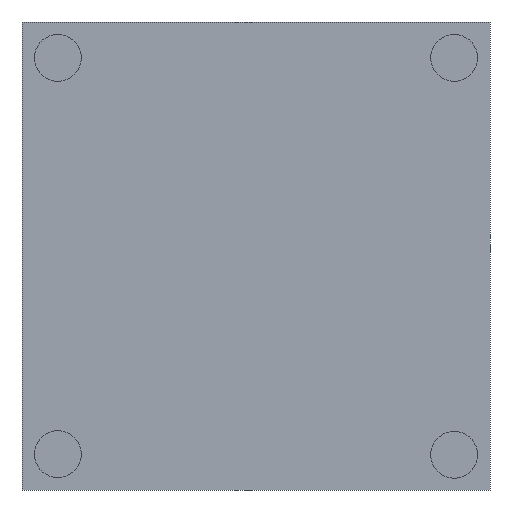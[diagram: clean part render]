
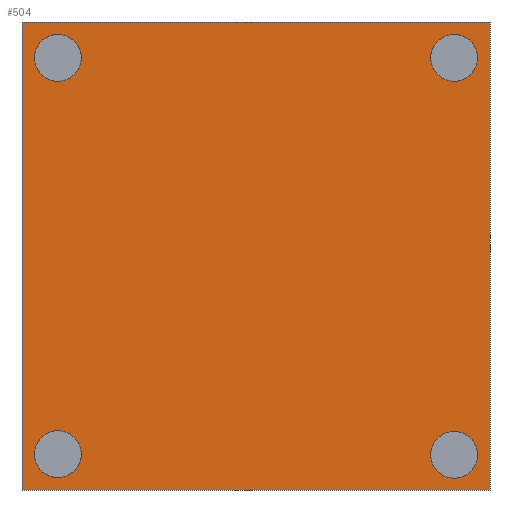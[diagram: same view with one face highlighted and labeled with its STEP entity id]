
A CAD part, front view. The second image highlights one B-rep face of the part: STEP entity #504.
In plain terms, the highlighted planar face has unit normal (0, -1, 0).
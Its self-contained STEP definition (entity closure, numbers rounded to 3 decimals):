
#9 = EDGE_LOOP ( 'NONE', ( #565, #267 ) ) ;
#13 = CARTESIAN_POINT ( 'NONE',  ( 0.46, 0., -0.46 ) ) ;
#16 = VERTEX_POINT ( 'NONE', #431 ) ;
#17 = VERTEX_POINT ( 'NONE', #324 ) ;
#22 = AXIS2_PLACEMENT_3D ( 'NONE', #36, #401, #85 ) ;
#30 = DIRECTION ( 'NONE',  ( 1., 0., 0. ) ) ;
#34 = CIRCLE ( 'NONE', #382, 0.3 ) ;
#35 = DIRECTION ( 'NONE',  ( 0., 0., -1. ) ) ;
#36 = CARTESIAN_POINT ( 'NONE',  ( 5.54, 0., -5.549 ) ) ;
#38 = AXIS2_PLACEMENT_3D ( 'NONE', #689, #358, #45 ) ;
#44 = LINE ( 'NONE', #562, #260 ) ;
#45 = DIRECTION ( 'NONE',  ( 0., 0., -1. ) ) ;
#52 = CARTESIAN_POINT ( 'NONE',  ( 0.46, 0., -5.84 ) ) ;
#63 = DIRECTION ( 'NONE',  ( 0., 0., -1. ) ) ;
#74 = CARTESIAN_POINT ( 'NONE',  ( 6., 0., 0. ) ) ;
#75 = ORIENTED_EDGE ( 'NONE', *, *, #362, .F. ) ;
#85 = DIRECTION ( 'NONE',  ( 0., 0., -1. ) ) ;
#86 = EDGE_LOOP ( 'NONE', ( #360, #75 ) ) ;
#101 = VERTEX_POINT ( 'NONE', #639 ) ;
#103 = ORIENTED_EDGE ( 'NONE', *, *, #229, .F. ) ;
#104 = LINE ( 'NONE', #394, #445 ) ;
#105 = AXIS2_PLACEMENT_3D ( 'NONE', #198, #584, #254 ) ;
#106 = CARTESIAN_POINT ( 'NONE',  ( 0., 0., 0. ) ) ;
#112 = ORIENTED_EDGE ( 'NONE', *, *, #328, .F. ) ;
#134 = DIRECTION ( 'NONE',  ( 0., -1., 0. ) ) ;
#140 = VERTEX_POINT ( 'NONE', #74 ) ;
#142 = CIRCLE ( 'NONE', #523, 0.3 ) ;
#153 = EDGE_CURVE ( 'NONE', #675, #512, #305, .T. ) ;
#161 = AXIS2_PLACEMENT_3D ( 'NONE', #13, #377, #63 ) ;
#163 = EDGE_CURVE ( 'NONE', #436, #301, #433, .T. ) ;
#170 = CARTESIAN_POINT ( 'NONE',  ( 5.54, 0., -5.549 ) ) ;
#177 = EDGE_CURVE ( 'NONE', #512, #675, #34, .T. ) ;
#198 = CARTESIAN_POINT ( 'NONE',  ( 0.46, 0., -0.46 ) ) ;
#202 = CIRCLE ( 'NONE', #496, 0.3 ) ;
#204 = EDGE_LOOP ( 'NONE', ( #674, #446, #298, #275 ) ) ;
#207 = LINE ( 'NONE', #106, #640 ) ;
#208 = CARTESIAN_POINT ( 'NONE',  ( 0., 0., 0. ) ) ;
#218 = EDGE_CURVE ( 'NONE', #140, #436, #44, .T. ) ;
#219 = EDGE_CURVE ( 'NONE', #17, #140, #104, .T. ) ;
#221 = DIRECTION ( 'NONE',  ( 0., 0., -1. ) ) ;
#229 = EDGE_CURVE ( 'NONE', #101, #16, #202, .T. ) ;
#231 = CARTESIAN_POINT ( 'NONE',  ( 0.46, 0., -5.54 ) ) ;
#234 = DIRECTION ( 'NONE',  ( 0., 0., -1. ) ) ;
#251 = CARTESIAN_POINT ( 'NONE',  ( 0.46, 0., -0.16 ) ) ;
#253 = EDGE_CURVE ( 'NONE', #477, #325, #432, .T. ) ;
#254 = DIRECTION ( 'NONE',  ( 0., 0., -1. ) ) ;
#260 = VECTOR ( 'NONE', #234, 1000. ) ;
#266 = DIRECTION ( 'NONE',  ( 0., 0., -1. ) ) ;
#267 = ORIENTED_EDGE ( 'NONE', *, *, #153, .F. ) ;
#275 = ORIENTED_EDGE ( 'NONE', *, *, #219, .F. ) ;
#279 = CIRCLE ( 'NONE', #105, 0.3 ) ;
#283 = DIRECTION ( 'NONE',  ( 0., 0., -1. ) ) ;
#298 = ORIENTED_EDGE ( 'NONE', *, *, #218, .F. ) ;
#301 = VERTEX_POINT ( 'NONE', #686 ) ;
#305 = CIRCLE ( 'NONE', #418, 0.3 ) ;
#317 = PLANE ( 'NONE',  #609 ) ;
#319 = CARTESIAN_POINT ( 'NONE',  ( 0.46, 0., -5.24 ) ) ;
#324 = CARTESIAN_POINT ( 'NONE',  ( 0., 0., 0. ) ) ;
#325 = VERTEX_POINT ( 'NONE', #521 ) ;
#328 = EDGE_CURVE ( 'NONE', #16, #101, #442, .T. ) ;
#335 = FACE_BOUND ( 'NONE', #365, .T. ) ;
#341 = EDGE_LOOP ( 'NONE', ( #608, #629 ) ) ;
#345 = DIRECTION ( 'NONE',  ( 0., -1., 0. ) ) ;
#353 = FACE_BOUND ( 'NONE', #9, .T. ) ;
#358 = DIRECTION ( 'NONE',  ( 0., -1., 0. ) ) ;
#360 = ORIENTED_EDGE ( 'NONE', *, *, #549, .F. ) ;
#362 = EDGE_CURVE ( 'NONE', #665, #383, #279, .T. ) ;
#365 = EDGE_LOOP ( 'NONE', ( #112, #103 ) ) ;
#377 = DIRECTION ( 'NONE',  ( 0., -1., 0. ) ) ;
#382 = AXIS2_PLACEMENT_3D ( 'NONE', #452, #134, #505 ) ;
#383 = VERTEX_POINT ( 'NONE', #251 ) ;
#385 = VECTOR ( 'NONE', #392, 1000. ) ;
#392 = DIRECTION ( 'NONE',  ( -1., 0., 0. ) ) ;
#394 = CARTESIAN_POINT ( 'NONE',  ( 0., 0., 0. ) ) ;
#401 = DIRECTION ( 'NONE',  ( 0., -1., 0. ) ) ;
#418 = AXIS2_PLACEMENT_3D ( 'NONE', #231, #613, #283 ) ;
#420 = DIRECTION ( 'NONE',  ( 0., 0., 1. ) ) ;
#431 = CARTESIAN_POINT ( 'NONE',  ( 5.54, 0., -0.16 ) ) ;
#432 = CIRCLE ( 'NONE', #22, 0.3 ) ;
#433 = LINE ( 'NONE', #450, #385 ) ;
#436 = VERTEX_POINT ( 'NONE', #529 ) ;
#442 = CIRCLE ( 'NONE', #38, 0.3 ) ;
#445 = VECTOR ( 'NONE', #30, 1000. ) ;
#446 = ORIENTED_EDGE ( 'NONE', *, *, #163, .F. ) ;
#450 = CARTESIAN_POINT ( 'NONE',  ( 0., 0., -6. ) ) ;
#452 = CARTESIAN_POINT ( 'NONE',  ( 0.46, 0., -5.54 ) ) ;
#464 = FACE_OUTER_BOUND ( 'NONE', #204, .T. ) ;
#471 = EDGE_CURVE ( 'NONE', #301, #17, #207, .T. ) ;
#477 = VERTEX_POINT ( 'NONE', #537 ) ;
#495 = CARTESIAN_POINT ( 'NONE',  ( 0.46, 0., -0.76 ) ) ;
#496 = AXIS2_PLACEMENT_3D ( 'NONE', #672, #345, #35 ) ;
#499 = FACE_BOUND ( 'NONE', #86, .T. ) ;
#504 = ADVANCED_FACE ( 'NONE', ( #611, #353, #335, #499, #464 ), #317, .T. ) ;
#505 = DIRECTION ( 'NONE',  ( 0., 0., -1. ) ) ;
#512 = VERTEX_POINT ( 'NONE', #319 ) ;
#521 = CARTESIAN_POINT ( 'NONE',  ( 5.54, 0., -5.249 ) ) ;
#523 = AXIS2_PLACEMENT_3D ( 'NONE', #170, #551, #221 ) ;
#529 = CARTESIAN_POINT ( 'NONE',  ( 6., 0., -6. ) ) ;
#537 = CARTESIAN_POINT ( 'NONE',  ( 5.54, 0., -5.849 ) ) ;
#549 = EDGE_CURVE ( 'NONE', #383, #665, #632, .T. ) ;
#551 = DIRECTION ( 'NONE',  ( 0., -1., 0. ) ) ;
#562 = CARTESIAN_POINT ( 'NONE',  ( 6., 0., 0. ) ) ;
#565 = ORIENTED_EDGE ( 'NONE', *, *, #177, .F. ) ;
#584 = DIRECTION ( 'NONE',  ( 0., -1., 0. ) ) ;
#595 = DIRECTION ( 'NONE',  ( 0., -1., 0. ) ) ;
#608 = ORIENTED_EDGE ( 'NONE', *, *, #610, .F. ) ;
#609 = AXIS2_PLACEMENT_3D ( 'NONE', #208, #595, #266 ) ;
#610 = EDGE_CURVE ( 'NONE', #325, #477, #142, .T. ) ;
#611 = FACE_BOUND ( 'NONE', #341, .T. ) ;
#613 = DIRECTION ( 'NONE',  ( 0., -1., 0. ) ) ;
#629 = ORIENTED_EDGE ( 'NONE', *, *, #253, .F. ) ;
#632 = CIRCLE ( 'NONE', #161, 0.3 ) ;
#639 = CARTESIAN_POINT ( 'NONE',  ( 5.54, 0., -0.76 ) ) ;
#640 = VECTOR ( 'NONE', #420, 1000. ) ;
#665 = VERTEX_POINT ( 'NONE', #495 ) ;
#672 = CARTESIAN_POINT ( 'NONE',  ( 5.54, 0., -0.46 ) ) ;
#674 = ORIENTED_EDGE ( 'NONE', *, *, #471, .F. ) ;
#675 = VERTEX_POINT ( 'NONE', #52 ) ;
#686 = CARTESIAN_POINT ( 'NONE',  ( 0., 0., -6. ) ) ;
#689 = CARTESIAN_POINT ( 'NONE',  ( 5.54, 0., -0.46 ) ) ;
